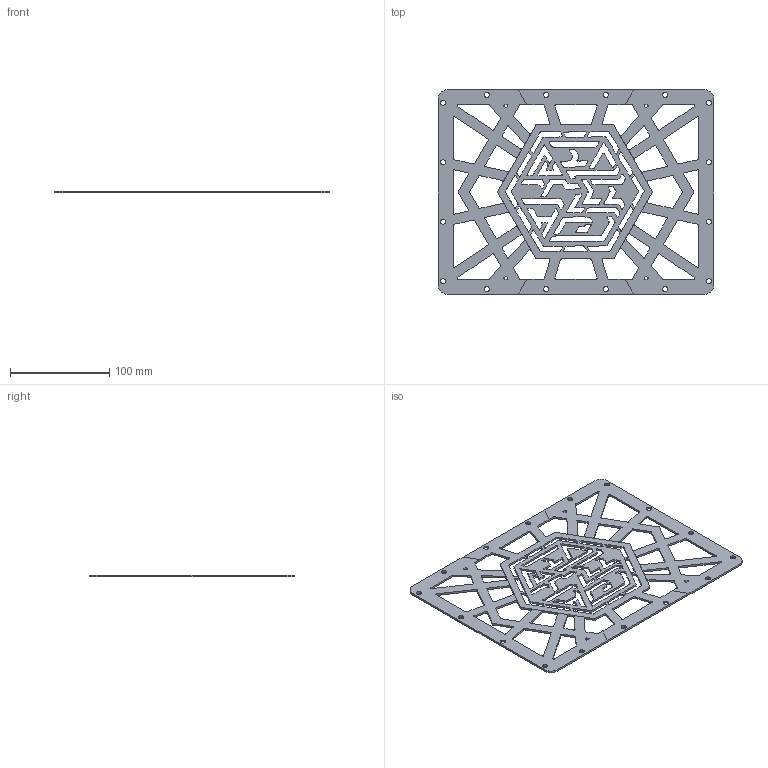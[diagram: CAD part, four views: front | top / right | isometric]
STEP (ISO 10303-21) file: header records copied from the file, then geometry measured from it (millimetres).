
FILE_DESCRIPTION(/* description */ (''),/* implementation_level */ '2;1');
FILE_NAME(/* name */ 'step bro.step',/* time_stamp */ '2024-03-08T21:04:42+11:00',/* author */ (''),/* organization */ (''),/* preprocessor_version */ 'ST-DEVELOPER v20',/* originating_system */ 'Autodesk Translation Framework v12.20.1.177',/* authorisation */ '');
FILE_SCHEMA (('AUTOMOTIVE_DESIGN { 1 0 10303 214 3 1 1 }'));
Length unit declared in the file: millimetre
Products named in the file (2): mtb deck/enclosure; Top Box
Assembly tree (1 placements, depth 2):
  mtb deck/enclosure
    Top Box
Bounding box: 278 x 206 x 2 mm (x, y, z)
Volume: 68362.7 mm3; surface area: 82385.6 mm2
Topology: 3 solids, 3 shells, 813 faces, 2445 edges, 1638 vertices
Faces by surface type: bspline 444, plane 219, cylinder 150
Full cylindrical faces by diameter (mm): 5.2 x16
Entity records: 29374 total; most frequent: CARTESIAN_POINT 10798, ORIENTED_EDGE 4890, DIRECTION 2577, EDGE_CURVE 2445, VERTEX_POINT 1638, LINE 1233, VECTOR 1233, EDGE_LOOP 937
